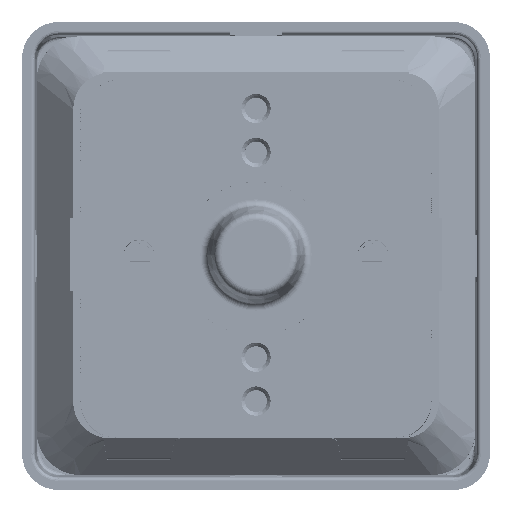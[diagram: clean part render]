
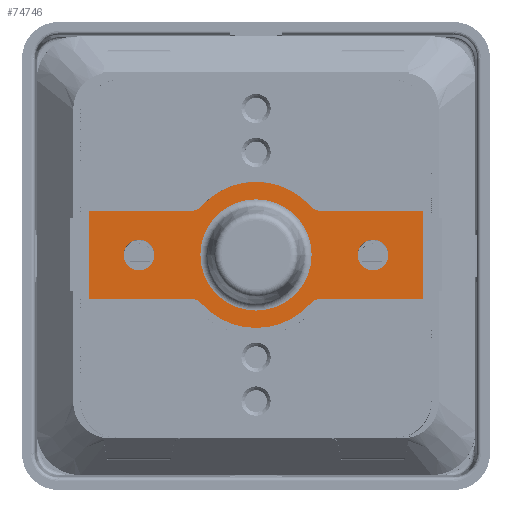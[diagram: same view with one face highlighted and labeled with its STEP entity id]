
A CAD part, top view. The second image highlights one B-rep face of the part: STEP entity #74746.
In plain terms, the highlighted planar face has unit normal (0, 0, 1).
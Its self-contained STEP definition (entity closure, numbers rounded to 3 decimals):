
#2308=LINE('',#108929,#10967);
#2309=LINE('',#108932,#10968);
#2310=LINE('',#108934,#10969);
#2311=LINE('',#108942,#10970);
#2312=LINE('',#108944,#10971);
#2313=LINE('',#108946,#10972);
#10967=VECTOR('',#86996,1000.);
#10968=VECTOR('',#86997,1000.);
#10969=VECTOR('',#86998,1000.);
#10970=VECTOR('',#87005,1000.);
#10971=VECTOR('',#87006,1000.);
#10972=VECTOR('',#87007,1000.);
#21311=ORIENTED_EDGE('',*,*,#42798,.T.);
#21312=ORIENTED_EDGE('',*,*,#42796,.T.);
#21313=ORIENTED_EDGE('',*,*,#42836,.T.);
#21314=ORIENTED_EDGE('',*,*,#42837,.T.);
#21315=ORIENTED_EDGE('',*,*,#42838,.T.);
#21316=ORIENTED_EDGE('',*,*,#42839,.T.);
#21317=ORIENTED_EDGE('',*,*,#42840,.T.);
#21318=ORIENTED_EDGE('',*,*,#42841,.T.);
#21319=ORIENTED_EDGE('',*,*,#42842,.T.);
#21320=ORIENTED_EDGE('',*,*,#42843,.T.);
#21321=ORIENTED_EDGE('',*,*,#42844,.T.);
#21322=ORIENTED_EDGE('',*,*,#42845,.T.);
#21323=ORIENTED_EDGE('',*,*,#42846,.T.);
#21324=ORIENTED_EDGE('',*,*,#42847,.T.);
#21325=ORIENTED_EDGE('',*,*,#42794,.T.);
#42794=EDGE_CURVE('',#53737,#53737,#60505,.T.);
#42796=EDGE_CURVE('',#53739,#53739,#60507,.T.);
#42798=EDGE_CURVE('',#53741,#53741,#60509,.T.);
#42836=EDGE_CURVE('',#53779,#53780,#2308,.T.);
#42837=EDGE_CURVE('',#53780,#53781,#2309,.T.);
#42838=EDGE_CURVE('',#53781,#53782,#2310,.T.);
#42839=EDGE_CURVE('',#53782,#53783,#60523,.T.);
#42840=EDGE_CURVE('',#53783,#53784,#60524,.T.);
#42841=EDGE_CURVE('',#53784,#53785,#60525,.T.);
#42842=EDGE_CURVE('',#53785,#53786,#2311,.T.);
#42843=EDGE_CURVE('',#53786,#53787,#2312,.T.);
#42844=EDGE_CURVE('',#53787,#53788,#2313,.T.);
#42845=EDGE_CURVE('',#53788,#53789,#60526,.T.);
#42846=EDGE_CURVE('',#53789,#53790,#60527,.T.);
#42847=EDGE_CURVE('',#53790,#53779,#60528,.T.);
#53737=VERTEX_POINT('',#108833);
#53739=VERTEX_POINT('',#108838);
#53741=VERTEX_POINT('',#108843);
#53779=VERTEX_POINT('',#108930);
#53780=VERTEX_POINT('',#108931);
#53781=VERTEX_POINT('',#108933);
#53782=VERTEX_POINT('',#108935);
#53783=VERTEX_POINT('',#108937);
#53784=VERTEX_POINT('',#108939);
#53785=VERTEX_POINT('',#108941);
#53786=VERTEX_POINT('',#108943);
#53787=VERTEX_POINT('',#108945);
#53788=VERTEX_POINT('',#108947);
#53789=VERTEX_POINT('',#108949);
#53790=VERTEX_POINT('',#108951);
#60505=CIRCLE('',#79425,7.607);
#60507=CIRCLE('',#79428,2.1);
#60509=CIRCLE('',#79431,2.1);
#60523=CIRCLE('',#79456,2.);
#60524=CIRCLE('',#79457,10.);
#60525=CIRCLE('',#79458,2.);
#60526=CIRCLE('',#79459,2.);
#60527=CIRCLE('',#79460,10.);
#60528=CIRCLE('',#79461,2.);
#62468=EDGE_LOOP('',(#21311));
#62469=EDGE_LOOP('',(#21312));
#62470=EDGE_LOOP('',(#21313,#21314,#21315,#21316,#21317,#21318,#21319,#21320,
#21321,#21322,#21323,#21324));
#62471=EDGE_LOOP('',(#21325));
#67057=FACE_BOUND('',#62468,.T.);
#67058=FACE_BOUND('',#62469,.T.);
#67059=FACE_BOUND('',#62470,.T.);
#67060=FACE_BOUND('',#62471,.T.);
#71310=PLANE('',#79455);
#74746=ADVANCED_FACE('',(#67057,#67058,#67059,#67060),#71310,.F.);
#79425=AXIS2_PLACEMENT_3D('',#108832,#86910,#86911);
#79428=AXIS2_PLACEMENT_3D('',#108837,#86916,#86917);
#79431=AXIS2_PLACEMENT_3D('',#108842,#86922,#86923);
#79455=AXIS2_PLACEMENT_3D('',#108928,#86994,#86995);
#79456=AXIS2_PLACEMENT_3D('',#108936,#86999,#87000);
#79457=AXIS2_PLACEMENT_3D('',#108938,#87001,#87002);
#79458=AXIS2_PLACEMENT_3D('',#108940,#87003,#87004);
#79459=AXIS2_PLACEMENT_3D('',#108948,#87008,#87009);
#79460=AXIS2_PLACEMENT_3D('',#108950,#87010,#87011);
#79461=AXIS2_PLACEMENT_3D('',#108952,#87012,#87013);
#86910=DIRECTION('',(0.,0.,-1.));
#86911=DIRECTION('',(-1.,0.,0.));
#86916=DIRECTION('',(0.,0.,-1.));
#86917=DIRECTION('',(-1.,0.,0.));
#86922=DIRECTION('',(0.,0.,-1.));
#86923=DIRECTION('',(-1.,0.,0.));
#86994=DIRECTION('',(0.,0.,-1.));
#86995=DIRECTION('',(-1.,0.,0.));
#86996=DIRECTION('',(1.,0.,0.));
#86997=DIRECTION('',(0.,1.,0.));
#86998=DIRECTION('',(-1.,0.,0.));
#86999=DIRECTION('',(0.,0.,-1.));
#87000=DIRECTION('',(0.,1.,0.));
#87001=DIRECTION('',(0.,0.,1.));
#87002=DIRECTION('',(0.,-1.,0.));
#87003=DIRECTION('',(0.,0.,-1.));
#87004=DIRECTION('',(0.,1.,0.));
#87005=DIRECTION('',(-1.,0.,0.));
#87006=DIRECTION('',(0.,-1.,0.));
#87007=DIRECTION('',(1.,0.,0.));
#87008=DIRECTION('',(0.,0.,-1.));
#87009=DIRECTION('',(0.,1.,0.));
#87010=DIRECTION('',(0.,0.,1.));
#87011=DIRECTION('',(0.,1.,0.));
#87012=DIRECTION('',(0.,0.,-1.));
#87013=DIRECTION('',(0.,-1.,0.));
#108832=CARTESIAN_POINT('',(0.,0.,50.));
#108833=CARTESIAN_POINT('',(-7.607,0.,50.));
#108837=CARTESIAN_POINT('',(16.,0.,50.));
#108838=CARTESIAN_POINT('',(13.9,0.,50.));
#108842=CARTESIAN_POINT('',(-16.,0.,50.));
#108843=CARTESIAN_POINT('',(-18.1,0.,50.));
#108928=CARTESIAN_POINT('',(8.944,8.,50.));
#108929=CARTESIAN_POINT('',(8.944,-6.,50.));
#108930=CARTESIAN_POINT('',(8.944,-6.,50.));
#108931=CARTESIAN_POINT('',(22.9,-6.,50.));
#108932=CARTESIAN_POINT('',(22.9,-6.,50.));
#108933=CARTESIAN_POINT('',(22.9,6.,50.));
#108934=CARTESIAN_POINT('',(8.944,6.,50.));
#108935=CARTESIAN_POINT('',(8.944,6.,50.));
#108936=CARTESIAN_POINT('',(8.944,8.,50.));
#108937=CARTESIAN_POINT('',(7.454,6.667,50.));
#108938=CARTESIAN_POINT('',(0.,0.,
50.));
#108939=CARTESIAN_POINT('',(-7.454,6.667,50.));
#108940=CARTESIAN_POINT('',(-8.944,8.,50.));
#108941=CARTESIAN_POINT('',(-8.944,6.,50.));
#108942=CARTESIAN_POINT('',(-22.9,6.,50.));
#108943=CARTESIAN_POINT('',(-22.9,6.,50.));
#108944=CARTESIAN_POINT('',(-22.9,6.,50.));
#108945=CARTESIAN_POINT('',(-22.9,-6.,50.));
#108946=CARTESIAN_POINT('',(-22.9,-6.,50.));
#108947=CARTESIAN_POINT('',(-8.944,-6.,50.));
#108948=CARTESIAN_POINT('',(-8.944,-8.,50.));
#108949=CARTESIAN_POINT('',(-7.454,-6.667,50.));
#108950=CARTESIAN_POINT('',(0.,0.,
50.));
#108951=CARTESIAN_POINT('',(7.454,-6.667,50.));
#108952=CARTESIAN_POINT('',(8.944,-8.,50.));
